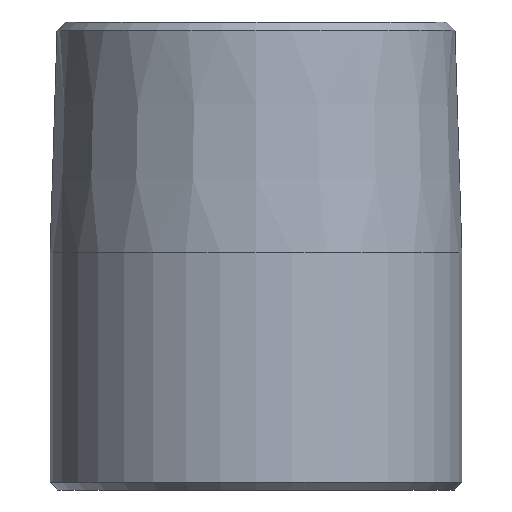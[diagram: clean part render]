
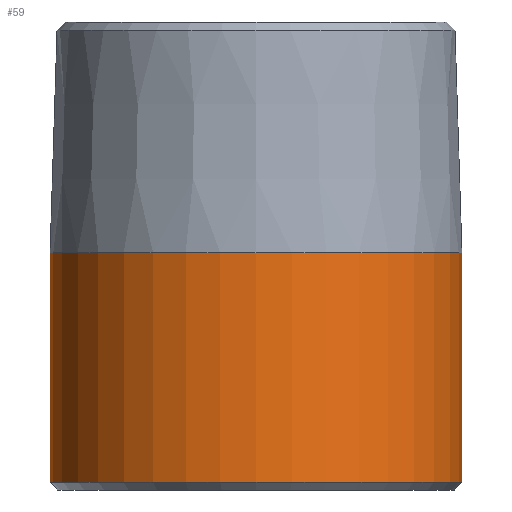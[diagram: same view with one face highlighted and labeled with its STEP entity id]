
A CAD part, front view. The second image highlights one B-rep face of the part: STEP entity #59.
In plain terms, the highlighted cylindrical face has radius 16.764 mm (diameter 33.528 mm), a partial arc.
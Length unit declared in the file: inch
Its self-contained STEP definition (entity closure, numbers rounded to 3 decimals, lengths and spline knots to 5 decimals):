
#1 = VECTOR ( 'NONE', #11, 39.37008 ) ;
#11 = DIRECTION ( 'NONE',  ( 0., 0., -1. ) ) ;
#19 = CARTESIAN_POINT ( 'NONE',  ( -0.66, 0., 0.76 ) ) ;
#20 = EDGE_CURVE ( 'NONE', #23, #381, #172, .T. ) ;
#23 = VERTEX_POINT ( 'NONE', #156 ) ;
#32 = EDGE_LOOP ( 'NONE', ( #359, #217, #153, #214 ) ) ;
#59 = ADVANCED_FACE ( 'NONE', ( #418 ), #225, .T. ) ;
#92 = CARTESIAN_POINT ( 'NONE',  ( 0.66, 0., 0.76 ) ) ;
#115 = DIRECTION ( 'NONE',  ( 1., 0., 0. ) ) ;
#129 = DIRECTION ( 'NONE',  ( 0., 0., -1. ) ) ;
#137 = LINE ( 'NONE', #442, #1 ) ;
#152 = CARTESIAN_POINT ( 'NONE',  ( 0., 0., 1.5 ) ) ;
#153 = ORIENTED_EDGE ( 'NONE', *, *, #273, .T. ) ;
#156 = CARTESIAN_POINT ( 'NONE',  ( -0.66, 0., 0.025 ) ) ;
#172 = CIRCLE ( 'NONE', #420, 0.66 ) ;
#201 = CARTESIAN_POINT ( 'NONE',  ( 0., 0., 0.76 ) ) ;
#203 = DIRECTION ( 'NONE',  ( -1., 0., 0. ) ) ;
#214 = ORIENTED_EDGE ( 'NONE', *, *, #20, .T. ) ;
#217 = ORIENTED_EDGE ( 'NONE', *, *, #283, .T. ) ;
#225 = CYLINDRICAL_SURFACE ( 'NONE', #297, 0.66 ) ;
#230 = VERTEX_POINT ( 'NONE', #92 ) ;
#241 = AXIS2_PLACEMENT_3D ( 'NONE', #201, #129, #203 ) ;
#273 = EDGE_CURVE ( 'NONE', #428, #23, #392, .T. ) ;
#283 = EDGE_CURVE ( 'NONE', #230, #428, #440, .T. ) ;
#297 = AXIS2_PLACEMENT_3D ( 'NONE', #152, #300, #412 ) ;
#300 = DIRECTION ( 'NONE',  ( 0., 0., -1. ) ) ;
#349 = CARTESIAN_POINT ( 'NONE',  ( -0.66, 0., 1.5 ) ) ;
#359 = ORIENTED_EDGE ( 'NONE', *, *, #448, .F. ) ;
#381 = VERTEX_POINT ( 'NONE', #445 ) ;
#392 = LINE ( 'NONE', #349, #430 ) ;
#412 = DIRECTION ( 'NONE',  ( -1., 0., 0. ) ) ;
#418 = FACE_OUTER_BOUND ( 'NONE', #32, .T. ) ;
#420 = AXIS2_PLACEMENT_3D ( 'NONE', #500, #462, #115 ) ;
#428 = VERTEX_POINT ( 'NONE', #19 ) ;
#430 = VECTOR ( 'NONE', #472, 39.37008 ) ;
#440 = CIRCLE ( 'NONE', #241, 0.66 ) ;
#442 = CARTESIAN_POINT ( 'NONE',  ( 0.66, 0., 1.5 ) ) ;
#445 = CARTESIAN_POINT ( 'NONE',  ( 0.66, 0., 0.025 ) ) ;
#448 = EDGE_CURVE ( 'NONE', #230, #381, #137, .T. ) ;
#462 = DIRECTION ( 'NONE',  ( 0., 0., 1. ) ) ;
#472 = DIRECTION ( 'NONE',  ( 0., 0., -1. ) ) ;
#500 = CARTESIAN_POINT ( 'NONE',  ( 0., 0., 0.025 ) ) ;
